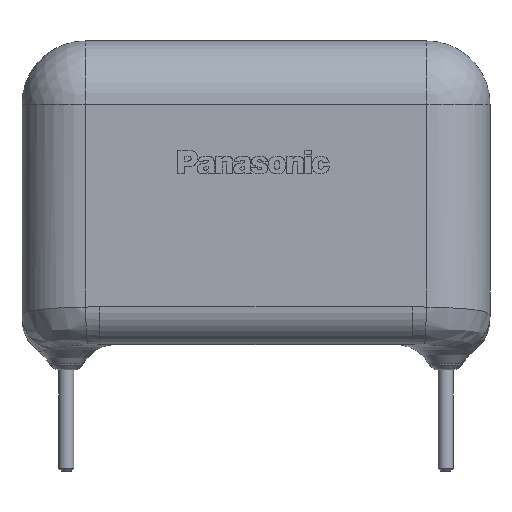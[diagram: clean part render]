
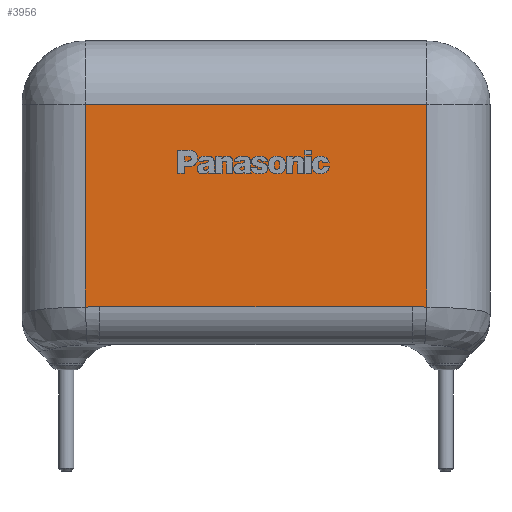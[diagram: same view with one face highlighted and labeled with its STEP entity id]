
A CAD part, front view. The second image highlights one B-rep face of the part: STEP entity #3956.
In plain terms, the highlighted planar face has unit normal (0, -1, 0).
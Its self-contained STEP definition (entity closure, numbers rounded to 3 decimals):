
#45=B_SPLINE_CURVE_WITH_KNOTS('',3,(#5522,#5523,#5524,#5525),
 .UNSPECIFIED.,.F.,.F.,(4,4),(-0.058,0.),
 .UNSPECIFIED.);
#47=B_SPLINE_CURVE_WITH_KNOTS('',3,(#5550,#5551,#5552,#5553),
 .UNSPECIFIED.,.F.,.F.,(4,4),(-0.058,0.),
 .UNSPECIFIED.);
#431=LINE('',#5501,#727);
#436=LINE('',#5570,#732);
#437=LINE('',#5574,#733);
#438=LINE('',#5575,#734);
#727=VECTOR('',#4425,12.336);
#732=VECTOR('',#4438,8.019);
#733=VECTOR('',#4443,8.019);
#734=VECTOR('',#4444,13.5);
#1117=FACE_OUTER_BOUND('',#1363,.T.);
#1363=EDGE_LOOP('',(#2726,#2727,#2728,#2729,#2730,#2731));
#1646=VERTEX_POINT('',#5083);
#1661=VERTEX_POINT('',#5435);
#1662=VERTEX_POINT('',#5494);
#1665=VERTEX_POINT('',#5499);
#1669=VERTEX_POINT('',#5569);
#1670=VERTEX_POINT('',#5573);
#2075=EDGE_CURVE('',#1665,#1662,#431,.T.);
#2076=EDGE_CURVE('',#1662,#1661,#45,.T.);
#2078=EDGE_CURVE('',#1646,#1665,#47,.T.);
#2085=EDGE_CURVE('',#1661,#1669,#436,.T.);
#2087=EDGE_CURVE('',#1670,#1646,#437,.T.);
#2088=EDGE_CURVE('',#1669,#1670,#438,.T.);
#2726=ORIENTED_EDGE('',*,*,#2076,.F.);
#2727=ORIENTED_EDGE('',*,*,#2075,.F.);
#2728=ORIENTED_EDGE('',*,*,#2078,.F.);
#2729=ORIENTED_EDGE('',*,*,#2087,.F.);
#2730=ORIENTED_EDGE('',*,*,#2088,.F.);
#2731=ORIENTED_EDGE('',*,*,#2085,.F.);
#3851=PLANE('',#4229);
#3956=ADVANCED_FACE('',(#1117),#3851,.T.);
#4229=AXIS2_PLACEMENT_3D('',#5572,#4441,#4442);
#4425=DIRECTION('',(-1.,0.,0.));
#4438=DIRECTION('',(0.,0.,1.));
#4441=DIRECTION('center_axis',(0.,-1.,0.));
#4442=DIRECTION('ref_axis',(1.,0.,0.));
#4443=DIRECTION('',(0.,0.,-1.));
#4444=DIRECTION('',(1.,0.,0.));
#5083=CARTESIAN_POINT('',(6.75,-2.95,2.481));
#5435=CARTESIAN_POINT('',(-6.75,-2.95,2.481));
#5494=CARTESIAN_POINT('',(-6.168,-2.95,2.5));
#5499=CARTESIAN_POINT('',(6.168,-2.95,2.5));
#5501=CARTESIAN_POINT('',(-4.625,-2.95,2.5));
#5522=CARTESIAN_POINT('Ctrl Pts',(-6.168,-2.95,2.5));
#5523=CARTESIAN_POINT('Ctrl Pts',(-6.362,-2.95,2.5));
#5524=CARTESIAN_POINT('Ctrl Pts',(-6.556,-2.95,2.491));
#5525=CARTESIAN_POINT('Ctrl Pts',(-6.75,-2.95,2.481));
#5550=CARTESIAN_POINT('Ctrl Pts',(6.75,-2.95,2.481));
#5551=CARTESIAN_POINT('Ctrl Pts',(6.556,-2.95,2.491));
#5552=CARTESIAN_POINT('Ctrl Pts',(6.362,-2.95,2.5));
#5553=CARTESIAN_POINT('Ctrl Pts',(6.168,-2.95,2.5));
#5569=CARTESIAN_POINT('',(-6.75,-2.95,10.5));
#5570=CARTESIAN_POINT('',(-6.75,-2.95,0.));
#5572=CARTESIAN_POINT('Origin',(-9.25,-2.95,0.));
#5573=CARTESIAN_POINT('',(6.75,-2.95,10.5));
#5574=CARTESIAN_POINT('',(6.75,-2.95,0.));
#5575=CARTESIAN_POINT('',(-4.625,-2.95,10.5));
